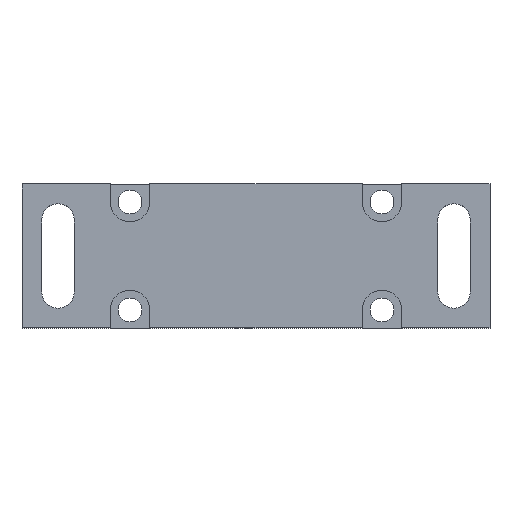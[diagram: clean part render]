
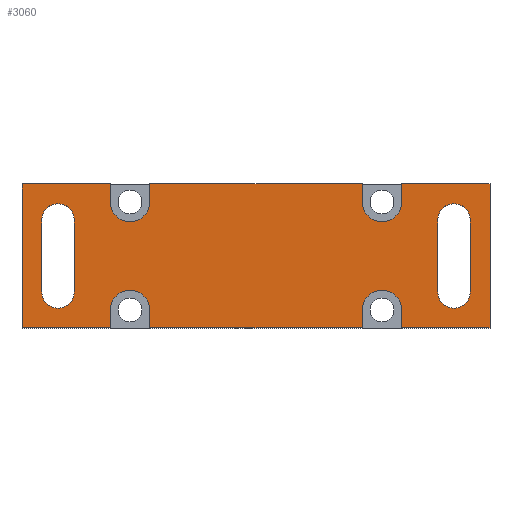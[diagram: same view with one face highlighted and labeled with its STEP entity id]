
A CAD part, top view. The second image highlights one B-rep face of the part: STEP entity #3060.
In plain terms, the highlighted planar face has unit normal (0, 0, 1).
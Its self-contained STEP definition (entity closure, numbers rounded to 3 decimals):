
#200=CARTESIAN_POINT('',(85.5,5.,10.));
#210=VERTEX_POINT('',#200);
#240=CARTESIAN_POINT('',(85.5,0.,10.));
#250=DIRECTION('',(0.,1.,0.));
#260=VECTOR('',#250,1.);
#270=LINE('',#240,#260);
#280=CARTESIAN_POINT('',(85.5,25.,10.));
#290=VERTEX_POINT('',#280);
#300=EDGE_CURVE('',#210,#290,#270,.T.);
#600=CARTESIAN_POINT('',(94.5,25.,10.));
#610=VERTEX_POINT('',#600);
#640=CARTESIAN_POINT('',(94.5,0.,10.));
#650=DIRECTION('',(0.,-1.,0.));
#660=VECTOR('',#650,1.);
#670=LINE('',#640,#660);
#680=CARTESIAN_POINT('',(94.5,5.,10.));
#690=VERTEX_POINT('',#680);
#700=EDGE_CURVE('',#610,#690,#670,.T.);
#810=CARTESIAN_POINT('',(-30.5,-5.4,10.));
#820=DIRECTION('',(0.,0.,1.));
#830=DIRECTION('',(1.,0.,0.));
#840=AXIS2_PLACEMENT_3D('',#810,#820,#830);
#850=PLANE('',#840);
#860=CARTESIAN_POINT('',(90.,5.,10.));
#870=DIRECTION('',(0.,0.,-1.));
#880=DIRECTION('',(1.,0.,0.));
#890=AXIS2_PLACEMENT_3D('',#860,#870,#880);
#900=CIRCLE('',#890,4.5);
#910=EDGE_CURVE('',#690,#210,#900,.T.);
#920=ORIENTED_EDGE('',*,*,#910,.T.);
#930=ORIENTED_EDGE('',*,*,#700,.T.);
#940=CARTESIAN_POINT('',(90.,25.,10.));
#950=DIRECTION('',(0.,0.,-1.));
#960=DIRECTION('',(1.,0.,0.));
#970=AXIS2_PLACEMENT_3D('',#940,#950,#960);
#980=CIRCLE('',#970,4.5);
#990=EDGE_CURVE('',#290,#610,#980,.T.);
#1000=ORIENTED_EDGE('',*,*,#990,.T.);
#1010=ORIENTED_EDGE('',*,*,#300,.T.);
#1020=EDGE_LOOP('',(#1010,#1000,#930,#920));
#1030=FACE_BOUND('',#1020,.T.);
#1040=CARTESIAN_POINT('',(-20.,5.,10.));
#1050=DIRECTION('',(0.,0.,-1.));
#1060=DIRECTION('',(1.,0.,0.));
#1070=AXIS2_PLACEMENT_3D('',#1040,#1050,#1060);
#1080=CIRCLE('',#1070,4.5);
#1090=CARTESIAN_POINT('',(-15.5,5.,10.));
#1100=VERTEX_POINT('',#1090);
#1110=CARTESIAN_POINT('',(-24.5,5.,10.));
#1120=VERTEX_POINT('',#1110);
#1130=EDGE_CURVE('',#1100,#1120,#1080,.T.);
#1140=ORIENTED_EDGE('',*,*,#1130,.T.);
#1150=CARTESIAN_POINT('',(-15.5,0.,10.));
#1160=DIRECTION('',(0.,-1.,0.));
#1170=VECTOR('',#1160,1.);
#1180=LINE('',#1150,#1170);
#1190=CARTESIAN_POINT('',(-15.5,25.,10.));
#1200=VERTEX_POINT('',#1190);
#1210=EDGE_CURVE('',#1200,#1100,#1180,.T.);
#1220=ORIENTED_EDGE('',*,*,#1210,.T.);
#1230=CARTESIAN_POINT('',(-20.,25.,10.));
#1240=DIRECTION('',(0.,0.,-1.));
#1250=DIRECTION('',(1.,0.,0.));
#1260=AXIS2_PLACEMENT_3D('',#1230,#1240,#1250);
#1270=CIRCLE('',#1260,4.5);
#1280=CARTESIAN_POINT('',(-24.5,25.,10.));
#1290=VERTEX_POINT('',#1280);
#1300=EDGE_CURVE('',#1290,#1200,#1270,.T.);
#1310=ORIENTED_EDGE('',*,*,#1300,.T.);
#1320=CARTESIAN_POINT('',(-24.5,0.,10.));
#1330=DIRECTION('',(0.,1.,0.));
#1340=VECTOR('',#1330,1.);
#1350=LINE('',#1320,#1340);
#1360=EDGE_CURVE('',#1120,#1290,#1350,.T.);
#1370=ORIENTED_EDGE('',*,*,#1360,.T.);
#1380=EDGE_LOOP('',(#1370,#1310,#1220,#1140));
#1390=FACE_BOUND('',#1380,.T.);
#1400=CARTESIAN_POINT('',(0.,35.,10.));
#1410=DIRECTION('',(-1.,0.,0.));
#1420=VECTOR('',#1410,1.);
#1430=LINE('',#1400,#1420);
#1440=CARTESIAN_POINT('',(100.,35.,10.));
#1450=VERTEX_POINT('',#1440);
#1460=CARTESIAN_POINT('',(75.5,35.,10.));
#1470=VERTEX_POINT('',#1460);
#1480=EDGE_CURVE('',#1450,#1470,#1430,.T.);
#1490=ORIENTED_EDGE('',*,*,#1480,.T.);
#1500=CARTESIAN_POINT('',(100.,0.,10.));
#1510=DIRECTION('',(0.,1.,0.));
#1520=VECTOR('',#1510,1.);
#1530=LINE('',#1500,#1520);
#1540=CARTESIAN_POINT('',(100.,-5.,10.));
#1550=VERTEX_POINT('',#1540);
#1560=EDGE_CURVE('',#1550,#1450,#1530,.T.);
#1570=ORIENTED_EDGE('',*,*,#1560,.T.);
#1580=CARTESIAN_POINT('',(0.,-5.,10.));
#1590=DIRECTION('',(1.,0.,0.));
#1600=VECTOR('',#1590,1.);
#1610=LINE('',#1580,#1600);
#1620=CARTESIAN_POINT('',(75.5,-5.,10.));
#1630=VERTEX_POINT('',#1620);
#1640=EDGE_CURVE('',#1630,#1550,#1610,.T.);
#1650=ORIENTED_EDGE('',*,*,#1640,.T.);
#1660=CARTESIAN_POINT('',(75.5,0.,10.));
#1670=DIRECTION('',(0.,-1.,0.));
#1680=VECTOR('',#1670,1.);
#1690=LINE('',#1660,#1680);
#1700=CARTESIAN_POINT('',(75.5,0.,10.));
#1710=VERTEX_POINT('',#1700);
#1720=EDGE_CURVE('',#1710,#1630,#1690,.T.);
#1730=ORIENTED_EDGE('',*,*,#1720,.T.);
#1740=CARTESIAN_POINT('',(70.,0.,10.));
#1750=DIRECTION('',(0.,0.,-1.));
#1760=DIRECTION('',(1.,0.,0.));
#1770=AXIS2_PLACEMENT_3D('',#1740,#1750,#1760);
#1780=CIRCLE('',#1770,5.5);
#1790=CARTESIAN_POINT('',(64.5,0.,10.));
#1800=VERTEX_POINT('',#1790);
#1810=EDGE_CURVE('',#1800,#1710,#1780,.T.);
#1820=ORIENTED_EDGE('',*,*,#1810,.T.);
#1830=CARTESIAN_POINT('',(64.5,0.,10.));
#1840=DIRECTION('',(0.,1.,0.));
#1850=VECTOR('',#1840,1.);
#1860=LINE('',#1830,#1850);
#1870=CARTESIAN_POINT('',(64.5,-5.,10.));
#1880=VERTEX_POINT('',#1870);
#1890=EDGE_CURVE('',#1880,#1800,#1860,.T.);
#1900=ORIENTED_EDGE('',*,*,#1890,.T.);
#1910=CARTESIAN_POINT('',(0.,-5.,10.));
#1920=DIRECTION('',(1.,0.,0.));
#1930=VECTOR('',#1920,1.);
#1940=LINE('',#1910,#1930);
#1950=CARTESIAN_POINT('',(5.5,-5.,10.));
#1960=VERTEX_POINT('',#1950);
#1970=EDGE_CURVE('',#1960,#1880,#1940,.T.);
#1980=ORIENTED_EDGE('',*,*,#1970,.T.);
#1990=CARTESIAN_POINT('',(5.5,0.,10.));
#2000=DIRECTION('',(0.,-1.,0.));
#2010=VECTOR('',#2000,1.);
#2020=LINE('',#1990,#2010);
#2030=CARTESIAN_POINT('',(5.5,0.,10.));
#2040=VERTEX_POINT('',#2030);
#2050=EDGE_CURVE('',#2040,#1960,#2020,.T.);
#2060=ORIENTED_EDGE('',*,*,#2050,.T.);
#2070=CARTESIAN_POINT('',(0.,0.,10.
));
#2080=DIRECTION('',(0.,0.,-1.));
#2090=DIRECTION('',(1.,0.,0.));
#2100=AXIS2_PLACEMENT_3D('',#2070,#2080,#2090);
#2110=CIRCLE('',#2100,5.5);
#2120=CARTESIAN_POINT('',(-5.5,0.,10.));
#2130=VERTEX_POINT('',#2120);
#2140=EDGE_CURVE('',#2130,#2040,#2110,.T.);
#2150=ORIENTED_EDGE('',*,*,#2140,.T.);
#2160=CARTESIAN_POINT('',(-5.5,0.,10.));
#2170=DIRECTION('',(0.,1.,0.));
#2180=VECTOR('',#2170,1.);
#2190=LINE('',#2160,#2180);
#2200=CARTESIAN_POINT('',(-5.5,-5.,10.));
#2210=VERTEX_POINT('',#2200);
#2220=EDGE_CURVE('',#2210,#2130,#2190,.T.);
#2230=ORIENTED_EDGE('',*,*,#2220,.T.);
#2240=CARTESIAN_POINT('',(0.,-5.,10.));
#2250=DIRECTION('',(1.,0.,0.));
#2260=VECTOR('',#2250,1.);
#2270=LINE('',#2240,#2260);
#2280=CARTESIAN_POINT('',(-30.,-5.,10.));
#2290=VERTEX_POINT('',#2280);
#2300=EDGE_CURVE('',#2290,#2210,#2270,.T.);
#2310=ORIENTED_EDGE('',*,*,#2300,.T.);
#2320=CARTESIAN_POINT('',(-30.,0.,10.));
#2330=DIRECTION('',(0.,-1.,0.));
#2340=VECTOR('',#2330,1.);
#2350=LINE('',#2320,#2340);
#2360=CARTESIAN_POINT('',(-30.,35.,10.));
#2370=VERTEX_POINT('',#2360);
#2380=EDGE_CURVE('',#2370,#2290,#2350,.T.);
#2390=ORIENTED_EDGE('',*,*,#2380,.T.);
#2400=CARTESIAN_POINT('',(0.,35.,10.));
#2410=DIRECTION('',(-1.,0.,0.));
#2420=VECTOR('',#2410,1.);
#2430=LINE('',#2400,#2420);
#2440=CARTESIAN_POINT('',(-5.5,35.,10.));
#2450=VERTEX_POINT('',#2440);
#2460=EDGE_CURVE('',#2450,#2370,#2430,.T.);
#2470=ORIENTED_EDGE('',*,*,#2460,.T.);
#2480=CARTESIAN_POINT('',(-5.5,0.,10.));
#2490=DIRECTION('',(0.,1.,0.));
#2500=VECTOR('',#2490,1.);
#2510=LINE('',#2480,#2500);
#2520=CARTESIAN_POINT('',(-5.5,30.,10.));
#2530=VERTEX_POINT('',#2520);
#2540=EDGE_CURVE('',#2530,#2450,#2510,.T.);
#2550=ORIENTED_EDGE('',*,*,#2540,.T.);
#2560=CARTESIAN_POINT('',(0.,30.,10.));
#2570=DIRECTION('',(0.,0.,-1.));
#2580=DIRECTION('',(1.,0.,0.));
#2590=AXIS2_PLACEMENT_3D('',#2560,#2570,#2580);
#2600=CIRCLE('',#2590,5.5);
#2610=CARTESIAN_POINT('',(5.5,30.,10.));
#2620=VERTEX_POINT('',#2610);
#2630=EDGE_CURVE('',#2620,#2530,#2600,.T.);
#2640=ORIENTED_EDGE('',*,*,#2630,.T.);
#2650=CARTESIAN_POINT('',(5.5,0.,10.));
#2660=DIRECTION('',(0.,-1.,0.));
#2670=VECTOR('',#2660,1.);
#2680=LINE('',#2650,#2670);
#2690=CARTESIAN_POINT('',(5.5,35.,10.));
#2700=VERTEX_POINT('',#2690);
#2710=EDGE_CURVE('',#2700,#2620,#2680,.T.);
#2720=ORIENTED_EDGE('',*,*,#2710,.T.);
#2730=CARTESIAN_POINT('',(0.,35.,10.));
#2740=DIRECTION('',(-1.,0.,0.));
#2750=VECTOR('',#2740,1.);
#2760=LINE('',#2730,#2750);
#2770=CARTESIAN_POINT('',(64.5,35.,10.));
#2780=VERTEX_POINT('',#2770);
#2790=EDGE_CURVE('',#2780,#2700,#2760,.T.);
#2800=ORIENTED_EDGE('',*,*,#2790,.T.);
#2810=CARTESIAN_POINT('',(64.5,0.,10.));
#2820=DIRECTION('',(0.,1.,0.));
#2830=VECTOR('',#2820,1.);
#2840=LINE('',#2810,#2830);
#2850=CARTESIAN_POINT('',(64.5,30.,10.));
#2860=VERTEX_POINT('',#2850);
#2870=EDGE_CURVE('',#2860,#2780,#2840,.T.);
#2880=ORIENTED_EDGE('',*,*,#2870,.T.);
#2890=CARTESIAN_POINT('',(70.,30.,10.));
#2900=DIRECTION('',(0.,0.,-1.));
#2910=DIRECTION('',(1.,0.,0.));
#2920=AXIS2_PLACEMENT_3D('',#2890,#2900,#2910);
#2930=CIRCLE('',#2920,5.5);
#2940=CARTESIAN_POINT('',(75.5,30.,10.));
#2950=VERTEX_POINT('',#2940);
#2960=EDGE_CURVE('',#2950,#2860,#2930,.T.);
#2970=ORIENTED_EDGE('',*,*,#2960,.T.);
#2980=CARTESIAN_POINT('',(75.5,0.,10.));
#2990=DIRECTION('',(0.,-1.,0.));
#3000=VECTOR('',#2990,1.);
#3010=LINE('',#2980,#3000);
#3020=EDGE_CURVE('',#1470,#2950,#3010,.T.);
#3030=ORIENTED_EDGE('',*,*,#3020,.T.);
#3040=EDGE_LOOP('',(#3030,#2970,#2880,#2800,#2720,#2640,#2550,#2470,
#2390,#2310,#2230,#2150,#2060,#1980,#1900,#1820,#1730,#1650,#1570,#1490)
);
#3050=FACE_OUTER_BOUND('',#3040,.T.);
#3060=ADVANCED_FACE('',(#1030,#1390,#3050),#850,.T.);
